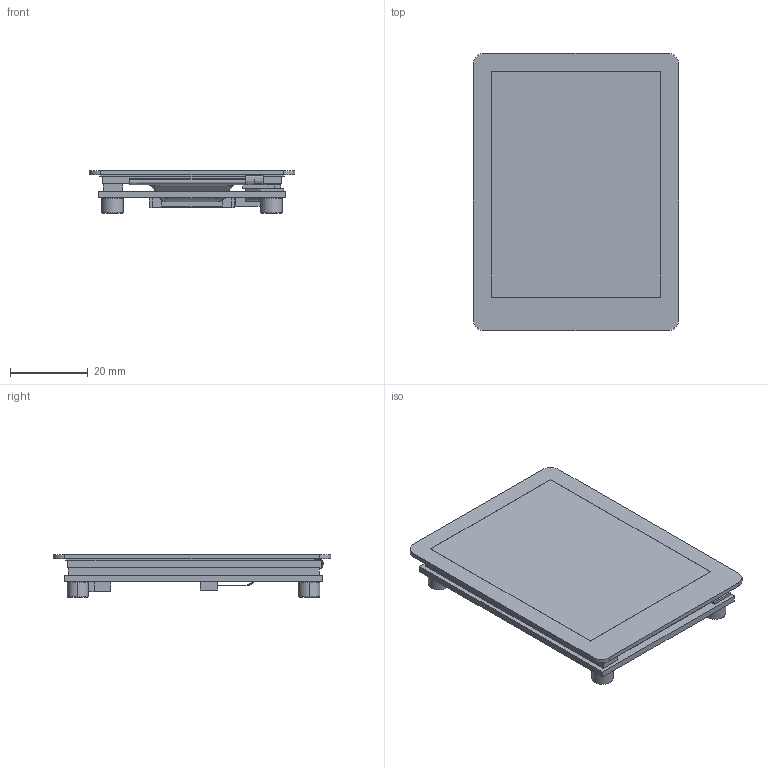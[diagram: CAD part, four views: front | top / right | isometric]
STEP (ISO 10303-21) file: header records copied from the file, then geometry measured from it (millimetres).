
FILE_DESCRIPTION((''),'2;1');
FILE_NAME('2_8INCH-DSI-LCD_ASM','2023-01-09T19:29:16',('xiaojisheng'),(''),'CREO PARAMETRIC BY PTC INC, 2021063','CREO PARAMETRIC BY PTC INC, 2021063','');
FILE_SCHEMA(('CONFIG_CONTROL_DESIGN','SHAPE_APPEARANCE_LAYERS_GROUPS'));
Length unit declared in the file: millimetre
Products named in the file (8): 2_8INCH-480X640-TP; 2_8INCH-480X640-LCD; 2_8INCH-480X640-LCD-TP_ASM; 2_8INCH-DSI-LCD-PCBA; STUDS-M2_5XH4; 2_8INCH-DSI-LCD-PCBA_ASM; EVA; 2_8INCH-DSI-LCD_ASM
Assembly tree (10 placements, depth 3):
  2_8INCH-DSI-LCD_ASM
    2_8INCH-480X640-LCD-TP_ASM
      2_8INCH-480X640-TP
      2_8INCH-480X640-LCD
    2_8INCH-DSI-LCD-PCBA_ASM
      2_8INCH-DSI-LCD-PCBA
      STUDS-M2_5XH4  x4
    EVA
Bounding box: 52.9 x 71.3 x 11 mm (x, y, z)
Volume: 17617.2 mm3; surface area: 25870 mm2
Topology: 10 solids, 10 shells, 298 faces, 784 edges, 520 vertices
Faces by surface type: plane 124, cylinder 120, cone 36, extrusion 10, bspline 8
Entity records: 12671 total; most frequent: CARTESIAN_POINT 6322, ORIENTED_EDGE 932, DIRECTION 847, PRESENTATION_STYLE_ASSIGNMENT 499, STYLED_ITEM 473, CURVE_STYLE 466, EDGE_CURVE 466, VECTOR 335
